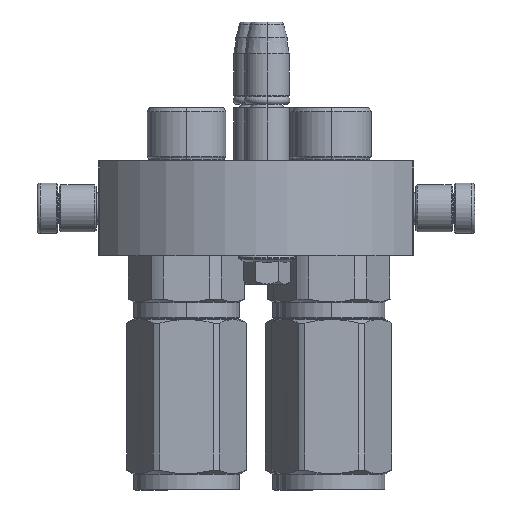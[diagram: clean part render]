
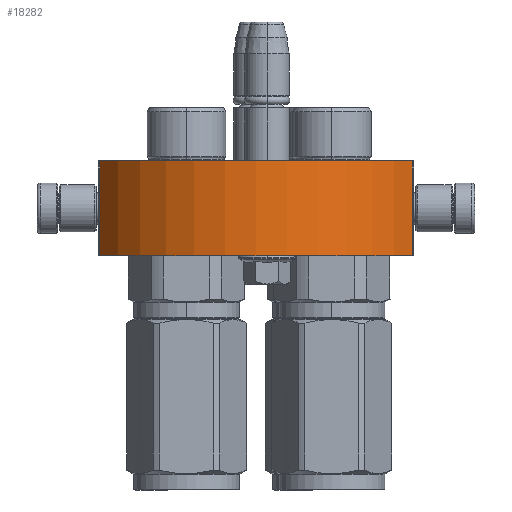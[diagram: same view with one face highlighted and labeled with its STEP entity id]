
A CAD part, left-side view. The second image highlights one B-rep face of the part: STEP entity #18282.
In plain terms, the highlighted cylindrical face has radius 57.25 mm (diameter 114.5 mm), a partial arc.
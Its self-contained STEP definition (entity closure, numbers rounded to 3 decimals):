
#1907 = FACE_OUTER_BOUND ( 'NONE', #13641, .T. ) ;
#3197 = ORIENTED_EDGE ( 'NONE', *, *, #53707, .T. ) ;
#4432 = ORIENTED_EDGE ( 'NONE', *, *, #18361, .F. ) ;
#4734 = CARTESIAN_POINT ( 'NONE',  ( 0., 0., 0. ) ) ;
#5364 = DIRECTION ( 'NONE',  ( 0., 1., 0. ) ) ;
#7645 = CARTESIAN_POINT ( 'NONE',  ( 0., 30., 0. ) ) ;
#12229 = VECTOR ( 'NONE', #21938, 1000. ) ;
#12498 = VERTEX_POINT ( 'NONE', #58081 ) ;
#13152 = CARTESIAN_POINT ( 'NONE',  ( 49.5, 0., -28.763 ) ) ;
#13641 = EDGE_LOOP ( 'NONE', ( #57631, #4432, #3197, #40216 ) ) ;
#14499 = AXIS2_PLACEMENT_3D ( 'NONE', #16242, #58354, #21344 ) ;
#14888 = VECTOR ( 'NONE', #19703, 1000. ) ;
#16242 = CARTESIAN_POINT ( 'NONE',  ( 0., 0., 0. ) ) ;
#18282 = ADVANCED_FACE ( 'NONE', ( #1907 ), #56898, .T. ) ;
#18361 = EDGE_CURVE ( 'NONE', #22131, #30804, #49543, .T. ) ;
#19328 = CIRCLE ( 'NONE', #48208, 57.25 ) ;
#19703 = DIRECTION ( 'NONE',  ( 0., 1., 0. ) ) ;
#21344 = DIRECTION ( 'NONE',  ( 1., 0., 0. ) ) ;
#21938 = DIRECTION ( 'NONE',  ( 0., 1., 0. ) ) ;
#22131 = VERTEX_POINT ( 'NONE', #23107 ) ;
#23107 = CARTESIAN_POINT ( 'NONE',  ( 49.5, 0., -28.763 ) ) ;
#24698 = CARTESIAN_POINT ( 'NONE',  ( 49.5, 30., -28.763 ) ) ;
#30804 = VERTEX_POINT ( 'NONE', #24698 ) ;
#31539 = CARTESIAN_POINT ( 'NONE',  ( -49.5, 30., -28.763 ) ) ;
#37950 = DIRECTION ( 'NONE',  ( 0.865, 0., -0.502 ) ) ;
#38304 = VERTEX_POINT ( 'NONE', #31539 ) ;
#40216 = ORIENTED_EDGE ( 'NONE', *, *, #49987, .T. ) ;
#44277 = AXIS2_PLACEMENT_3D ( 'NONE', #4734, #5364, #37950 ) ;
#47645 = CIRCLE ( 'NONE', #44277, 57.25 ) ;
#47721 = CARTESIAN_POINT ( 'NONE',  ( -49.5, 0., -28.763 ) ) ;
#48208 = AXIS2_PLACEMENT_3D ( 'NONE', #7645, #55134, #50436 ) ;
#49543 = LINE ( 'NONE', #13152, #12229 ) ;
#49987 = EDGE_CURVE ( 'NONE', #12498, #38304, #54431, .T. ) ;
#50436 = DIRECTION ( 'NONE',  ( 0.865, 0., -0.502 ) ) ;
#53707 = EDGE_CURVE ( 'NONE', #22131, #12498, #47645, .T. ) ;
#54431 = LINE ( 'NONE', #47721, #14888 ) ;
#55134 = DIRECTION ( 'NONE',  ( 0., 1., 0. ) ) ;
#56898 = CYLINDRICAL_SURFACE ( 'NONE', #14499, 57.25 ) ;
#57631 = ORIENTED_EDGE ( 'NONE', *, *, #60538, .F. ) ;
#58081 = CARTESIAN_POINT ( 'NONE',  ( -49.5, 0., -28.763 ) ) ;
#58354 = DIRECTION ( 'NONE',  ( 0., -1., 0. ) ) ;
#60538 = EDGE_CURVE ( 'NONE', #30804, #38304, #19328, .T. ) ;
